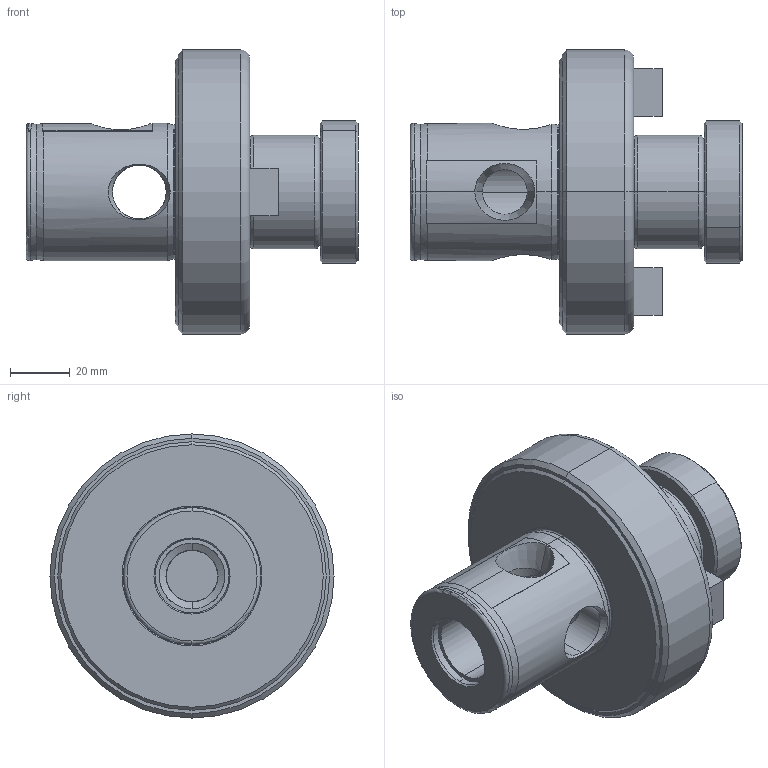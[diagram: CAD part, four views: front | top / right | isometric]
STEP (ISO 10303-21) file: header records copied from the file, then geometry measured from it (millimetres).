
FILE_DESCRIPTION (( 'STEP AP203' ), '1' );
FILE_NAME ('11.335.415.STEP', '2010-03-29T14:20:32', ( '' ), ( '' ), 'SwSTEP 2.0', 'SolidWorks 2010', '' );
FILE_SCHEMA (( 'CONFIG_CONTROL_DESIGN' ));
Length unit declared in the file: millimetre
Products named in the file (4): 11.335.415; 11.691.624; 11.690.713
Assembly tree (4 placements, depth 2):
  11.335.415
    11.335.415
    11.691.624  x2
    11.690.713
Bounding box: 111.3 x 95.25 x 95.25 mm (x, y, z)
Volume: 276452.1 mm3; surface area: 50756.6 mm2
Topology: 4 solids, 4 shells, 269 faces, 694 edges, 433 vertices
Faces by surface type: cone 113, cylinder 89, plane 50, torus 17
Entity records: 9286 total; most frequent: CARTESIAN_POINT 2711, ORIENTED_EDGE 1320, DIRECTION 1286, EDGE_CURVE 660, AXIS2_PLACEMENT_3D 536, VERTEX_POINT 417, CIRCLE 274, EDGE_LOOP 269
